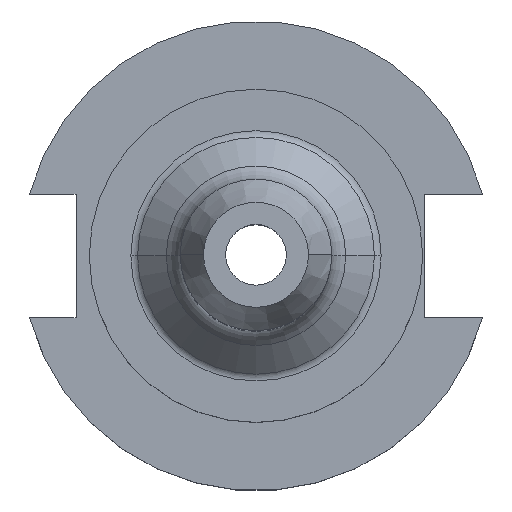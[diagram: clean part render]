
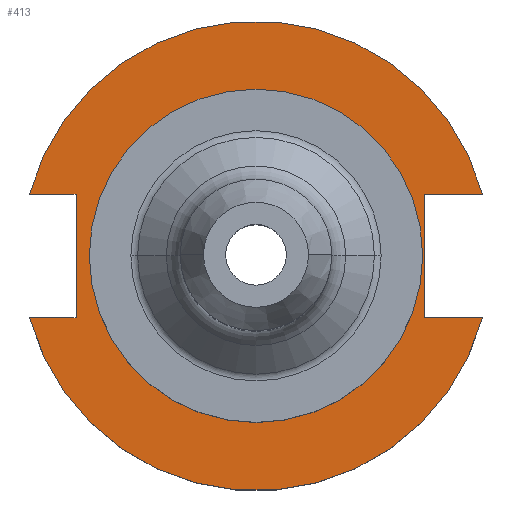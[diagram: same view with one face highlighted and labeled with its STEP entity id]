
A CAD part, top view. The second image highlights one B-rep face of the part: STEP entity #413.
In plain terms, the highlighted planar face has unit normal (0, 0, 1).
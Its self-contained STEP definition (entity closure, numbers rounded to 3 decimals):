
#7 = CARTESIAN_POINT ( 'NONE',  ( 35.306, 12.954, 19.05 ) ) ;
#19 = VERTEX_POINT ( 'NONE', #1435 ) ;
#43 = VECTOR ( 'NONE', #300, 1000. ) ;
#45 = FACE_OUTER_BOUND ( 'NONE', #173, .T. ) ;
#46 = DIRECTION ( 'NONE',  ( 0., 0., 1. ) ) ;
#66 = CARTESIAN_POINT ( 'NONE',  ( 35.306, 12.954, 19.05 ) ) ;
#71 = VERTEX_POINT ( 'NONE', #1719 ) ;
#74 = DIRECTION ( 'NONE',  ( 1., 0., 0. ) ) ;
#83 = DIRECTION ( 'NONE',  ( 0., 0., 1. ) ) ;
#104 = AXIS2_PLACEMENT_3D ( 'NONE', #1614, #704, #958 ) ;
#149 = CARTESIAN_POINT ( 'NONE',  ( -37.719, 12.954, 19.05 ) ) ;
#153 = VERTEX_POINT ( 'NONE', #1735 ) ;
#173 = EDGE_LOOP ( 'NONE', ( #510, #1678, #1162, #1507, #1698, #834, #1130, #1570 ) ) ;
#205 = VERTEX_POINT ( 'NONE', #488 ) ;
#212 = CARTESIAN_POINT ( 'NONE',  ( 0., 0., 19.05 ) ) ;
#216 = CARTESIAN_POINT ( 'NONE',  ( 34.925, 0., 19.05 ) ) ;
#222 = EDGE_CURVE ( 'NONE', #841, #872, #1042, .T. ) ;
#238 = DIRECTION ( 'NONE',  ( 1., 0., 0. ) ) ;
#300 = DIRECTION ( 'NONE',  ( 0., 1., 0. ) ) ;
#303 = CARTESIAN_POINT ( 'NONE',  ( -37.719, -12.954, 19.05 ) ) ;
#356 = EDGE_CURVE ( 'NONE', #19, #1328, #1693, .T. ) ;
#364 = AXIS2_PLACEMENT_3D ( 'NONE', #382, #83, #1069 ) ;
#382 = CARTESIAN_POINT ( 'NONE',  ( 0., 0., 19.05 ) ) ;
#384 = CARTESIAN_POINT ( 'NONE',  ( 35.306, -12.954, 19.05 ) ) ;
#408 = LINE ( 'NONE', #7, #838 ) ;
#413 = ADVANCED_FACE ( 'NONE', ( #753, #45 ), #1176, .T. ) ;
#430 = CIRCLE ( 'NONE', #364, 34.925 ) ;
#477 = VECTOR ( 'NONE', #506, 1000. ) ;
#488 = CARTESIAN_POINT ( 'NONE',  ( 47.477, -12.954, 19.05 ) ) ;
#506 = DIRECTION ( 'NONE',  ( -1., 0., 0. ) ) ;
#509 = CARTESIAN_POINT ( 'NONE',  ( -63.719, 12.954, 19.05 ) ) ;
#510 = ORIENTED_EDGE ( 'NONE', *, *, #1533, .T. ) ;
#515 = EDGE_CURVE ( 'NONE', #153, #1828, #1138, .T. ) ;
#590 = DIRECTION ( 'NONE',  ( 1., 0., 0. ) ) ;
#699 = AXIS2_PLACEMENT_3D ( 'NONE', #1335, #766, #74 ) ;
#703 = EDGE_CURVE ( 'NONE', #889, #1828, #1494, .T. ) ;
#704 = DIRECTION ( 'NONE',  ( 0., 0., 1. ) ) ;
#753 = FACE_BOUND ( 'NONE', #1174, .T. ) ;
#766 = DIRECTION ( 'NONE',  ( 0., 0., 1. ) ) ;
#789 = ORIENTED_EDGE ( 'NONE', *, *, #356, .F. ) ;
#834 = ORIENTED_EDGE ( 'NONE', *, *, #515, .F. ) ;
#838 = VECTOR ( 'NONE', #1725, 1000. ) ;
#841 = VERTEX_POINT ( 'NONE', #1061 ) ;
#872 = VERTEX_POINT ( 'NONE', #384 ) ;
#889 = VERTEX_POINT ( 'NONE', #1664 ) ;
#958 = DIRECTION ( 'NONE',  ( 1., 0., 0. ) ) ;
#1017 = CARTESIAN_POINT ( 'NONE',  ( -63.719, -12.954, 19.05 ) ) ;
#1042 = LINE ( 'NONE', #66, #1230 ) ;
#1049 = VERTEX_POINT ( 'NONE', #303 ) ;
#1061 = CARTESIAN_POINT ( 'NONE',  ( 35.306, 12.954, 19.05 ) ) ;
#1069 = DIRECTION ( 'NONE',  ( 1., 0., 0. ) ) ;
#1075 = CARTESIAN_POINT ( 'NONE',  ( -47.477, 12.954, 19.05 ) ) ;
#1130 = ORIENTED_EDGE ( 'NONE', *, *, #1142, .F. ) ;
#1134 = VECTOR ( 'NONE', #590, 1000. ) ;
#1138 = LINE ( 'NONE', #509, #477 ) ;
#1142 = EDGE_CURVE ( 'NONE', #1049, #153, #1819, .T. ) ;
#1156 = LINE ( 'NONE', #1513, #1558 ) ;
#1162 = ORIENTED_EDGE ( 'NONE', *, *, #222, .F. ) ;
#1174 = EDGE_LOOP ( 'NONE', ( #1502, #789 ) ) ;
#1175 = DIRECTION ( 'NONE',  ( 0., 0., 1. ) ) ;
#1176 = PLANE ( 'NONE',  #104 ) ;
#1199 = LINE ( 'NONE', #1017, #1134 ) ;
#1230 = VECTOR ( 'NONE', #1757, 1000. ) ;
#1309 = CARTESIAN_POINT ( 'NONE',  ( 0., 0., 19.05 ) ) ;
#1313 = DIRECTION ( 'NONE',  ( 1., 0., 0. ) ) ;
#1317 = DIRECTION ( 'NONE',  ( 1., 0., 0. ) ) ;
#1320 = EDGE_CURVE ( 'NONE', #1328, #19, #430, .T. ) ;
#1322 = EDGE_CURVE ( 'NONE', #872, #205, #1156, .T. ) ;
#1328 = VERTEX_POINT ( 'NONE', #216 ) ;
#1335 = CARTESIAN_POINT ( 'NONE',  ( 0., 0., 19.05 ) ) ;
#1378 = AXIS2_PLACEMENT_3D ( 'NONE', #1309, #1175, #1317 ) ;
#1424 = EDGE_CURVE ( 'NONE', #889, #841, #408, .T. ) ;
#1435 = CARTESIAN_POINT ( 'NONE',  ( -34.925, 0., 19.05 ) ) ;
#1487 = EDGE_CURVE ( 'NONE', #71, #1049, #1199, .T. ) ;
#1494 = CIRCLE ( 'NONE', #1378, 49.212 ) ;
#1502 = ORIENTED_EDGE ( 'NONE', *, *, #1320, .F. ) ;
#1507 = ORIENTED_EDGE ( 'NONE', *, *, #1424, .F. ) ;
#1513 = CARTESIAN_POINT ( 'NONE',  ( 35.306, -12.954, 19.05 ) ) ;
#1533 = EDGE_CURVE ( 'NONE', #71, #205, #1602, .T. ) ;
#1558 = VECTOR ( 'NONE', #238, 1000. ) ;
#1570 = ORIENTED_EDGE ( 'NONE', *, *, #1487, .F. ) ;
#1601 = AXIS2_PLACEMENT_3D ( 'NONE', #212, #46, #1313 ) ;
#1602 = CIRCLE ( 'NONE', #699, 49.212 ) ;
#1614 = CARTESIAN_POINT ( 'NONE',  ( 0., 49.212, 19.05 ) ) ;
#1664 = CARTESIAN_POINT ( 'NONE',  ( 47.477, 12.954, 19.05 ) ) ;
#1678 = ORIENTED_EDGE ( 'NONE', *, *, #1322, .F. ) ;
#1693 = CIRCLE ( 'NONE', #1601, 34.925 ) ;
#1698 = ORIENTED_EDGE ( 'NONE', *, *, #703, .T. ) ;
#1719 = CARTESIAN_POINT ( 'NONE',  ( -47.477, -12.954, 19.05 ) ) ;
#1725 = DIRECTION ( 'NONE',  ( -1., 0., 0. ) ) ;
#1735 = CARTESIAN_POINT ( 'NONE',  ( -37.719, 12.954, 19.05 ) ) ;
#1757 = DIRECTION ( 'NONE',  ( 0., -1., 0. ) ) ;
#1819 = LINE ( 'NONE', #149, #43 ) ;
#1828 = VERTEX_POINT ( 'NONE', #1075 ) ;
